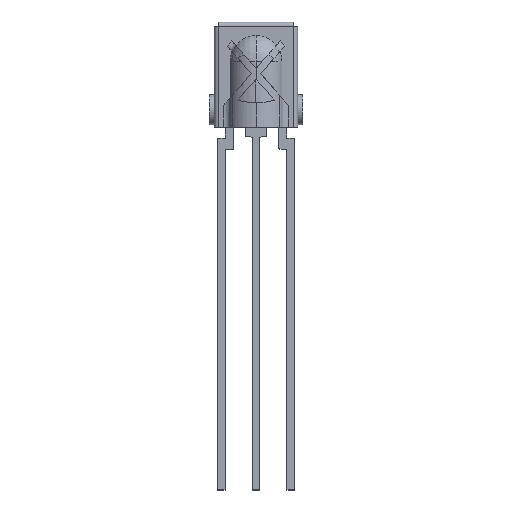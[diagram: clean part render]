
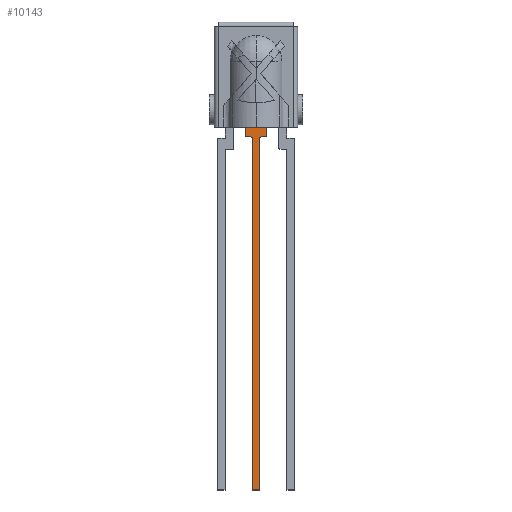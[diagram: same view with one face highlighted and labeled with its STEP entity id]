
A CAD part, top view. The second image highlights one B-rep face of the part: STEP entity #10143.
In plain terms, the highlighted planar face has unit normal (0, 0, 1).
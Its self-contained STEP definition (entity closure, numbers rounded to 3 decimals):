
#45 = LINE ( 'NONE', #929, #7608 ) ;
#136 = AXIS2_PLACEMENT_3D ( 'NONE', #10394, #7774, #5989 ) ;
#212 = VECTOR ( 'NONE', #801, 1000. ) ;
#333 = DIRECTION ( 'NONE',  ( -1., 0., 0. ) ) ;
#336 = DIRECTION ( 'NONE',  ( 0., 1., 0. ) ) ;
#710 = ORIENTED_EDGE ( 'NONE', *, *, #1572, .F. ) ;
#735 = ORIENTED_EDGE ( 'NONE', *, *, #3408, .F. ) ;
#801 = DIRECTION ( 'NONE',  ( -1., 0., 0. ) ) ;
#884 = CIRCLE ( 'NONE', #1079, 0.1 ) ;
#893 = DIRECTION ( 'NONE',  ( -1., 0., 0. ) ) ;
#929 = CARTESIAN_POINT ( 'NONE',  ( 0.8, -3.85, 1.3 ) ) ;
#1042 = VECTOR ( 'NONE', #6853, 1000. ) ;
#1079 = AXIS2_PLACEMENT_3D ( 'NONE', #8135, #4676, #4618 ) ;
#1219 = CARTESIAN_POINT ( 'NONE',  ( -0.375, -4.65, 1.3 ) ) ;
#1356 = VERTEX_POINT ( 'NONE', #2189 ) ;
#1572 = EDGE_CURVE ( 'NONE', #11284, #1858, #2527, .T. ) ;
#1611 = VECTOR ( 'NONE', #336, 1000. ) ;
#1858 = VERTEX_POINT ( 'NONE', #7293 ) ;
#2024 = CIRCLE ( 'NONE', #4044, 0.1 ) ;
#2049 = CIRCLE ( 'NONE', #5731, 0.1 ) ;
#2189 = CARTESIAN_POINT ( 'NONE',  ( 0.375, -4.55, 1.3 ) ) ;
#2211 = EDGE_CURVE ( 'NONE', #7186, #10501, #884, .T. ) ;
#2527 = LINE ( 'NONE', #3626, #6090 ) ;
#2540 = EDGE_CURVE ( 'NONE', #7186, #1356, #5622, .T. ) ;
#2629 = DIRECTION ( 'NONE',  ( 0., -1., 0. ) ) ;
#2752 = VERTEX_POINT ( 'NONE', #6249 ) ;
#2792 = EDGE_CURVE ( 'NONE', #11178, #11284, #8261, .T. ) ;
#2809 = CARTESIAN_POINT ( 'NONE',  ( -0.7, -4.55, 1.3 ) ) ;
#2812 = VERTEX_POINT ( 'NONE', #8037 ) ;
#2874 = ORIENTED_EDGE ( 'NONE', *, *, #2211, .T. ) ;
#3040 = CARTESIAN_POINT ( 'NONE',  ( -0.375, -4.55, 1.3 ) ) ;
#3326 = LINE ( 'NONE', #6795, #1042 ) ;
#3408 = EDGE_CURVE ( 'NONE', #4884, #5863, #10548, .T. ) ;
#3474 = ORIENTED_EDGE ( 'NONE', *, *, #4447, .T. ) ;
#3483 = DIRECTION ( 'NONE',  ( 0., 0., 1. ) ) ;
#3519 = LINE ( 'NONE', #4492, #212 ) ;
#3626 = CARTESIAN_POINT ( 'NONE',  ( -0.8, -3.85, 1.3 ) ) ;
#3687 = ORIENTED_EDGE ( 'NONE', *, *, #4614, .T. ) ;
#4044 = AXIS2_PLACEMENT_3D ( 'NONE', #1219, #9888, #333 ) ;
#4181 = VECTOR ( 'NONE', #2629, 1000. ) ;
#4259 = FACE_OUTER_BOUND ( 'NONE', #8036, .T. ) ;
#4293 = EDGE_CURVE ( 'NONE', #5863, #2752, #3326, .T. ) ;
#4442 = CARTESIAN_POINT ( 'NONE',  ( -0.8, -4.45, 1.3 ) ) ;
#4447 = EDGE_CURVE ( 'NONE', #11178, #5447, #8605, .T. ) ;
#4492 = CARTESIAN_POINT ( 'NONE',  ( -0.275, -4.55, 1.3 ) ) ;
#4614 = EDGE_CURVE ( 'NONE', #4884, #1356, #2049, .T. ) ;
#4618 = DIRECTION ( 'NONE',  ( -1., 0., 0. ) ) ;
#4676 = DIRECTION ( 'NONE',  ( 0., 0., 1. ) ) ;
#4881 = VECTOR ( 'NONE', #7977, 1000. ) ;
#4884 = VERTEX_POINT ( 'NONE', #8667 ) ;
#5314 = DIRECTION ( 'NONE',  ( 0., -1., 0. ) ) ;
#5354 = DIRECTION ( 'NONE',  ( 1., 0., 0. ) ) ;
#5447 = VERTEX_POINT ( 'NONE', #2809 ) ;
#5563 = DIRECTION ( 'NONE',  ( -1., 0., 0. ) ) ;
#5622 = LINE ( 'NONE', #8332, #11038 ) ;
#5731 = AXIS2_PLACEMENT_3D ( 'NONE', #10774, #6486, #5563 ) ;
#5830 = AXIS2_PLACEMENT_3D ( 'NONE', #11414, #3483, #893 ) ;
#5863 = VERTEX_POINT ( 'NONE', #7113 ) ;
#5989 = DIRECTION ( 'NONE',  ( -1., 0., 0. ) ) ;
#6090 = VECTOR ( 'NONE', #5354, 1000. ) ;
#6189 = CARTESIAN_POINT ( 'NONE',  ( -0.275, -30.35, 1.3 ) ) ;
#6249 = CARTESIAN_POINT ( 'NONE',  ( -0.275, -30.35, 1.3 ) ) ;
#6264 = CARTESIAN_POINT ( 'NONE',  ( 0.275, -4.55, 1.3 ) ) ;
#6306 = CARTESIAN_POINT ( 'NONE',  ( -0.8, -3.85, 1.3 ) ) ;
#6423 = CARTESIAN_POINT ( 'NONE',  ( -0.8, -4.55, 1.3 ) ) ;
#6486 = DIRECTION ( 'NONE',  ( 0., 0., -1. ) ) ;
#6763 = ORIENTED_EDGE ( 'NONE', *, *, #8383, .F. ) ;
#6782 = ORIENTED_EDGE ( 'NONE', *, *, #11317, .T. ) ;
#6795 = CARTESIAN_POINT ( 'NONE',  ( 0.275, -30.35, 1.3 ) ) ;
#6804 = EDGE_CURVE ( 'NONE', #1858, #10501, #45, .T. ) ;
#6853 = DIRECTION ( 'NONE',  ( -1., 0., 0. ) ) ;
#7113 = CARTESIAN_POINT ( 'NONE',  ( 0.275, -30.35, 1.3 ) ) ;
#7186 = VERTEX_POINT ( 'NONE', #10960 ) ;
#7197 = VERTEX_POINT ( 'NONE', #3040 ) ;
#7293 = CARTESIAN_POINT ( 'NONE',  ( 0.8, -3.85, 1.3 ) ) ;
#7469 = ORIENTED_EDGE ( 'NONE', *, *, #9208, .F. ) ;
#7522 = ORIENTED_EDGE ( 'NONE', *, *, #2792, .F. ) ;
#7594 = PLANE ( 'NONE',  #136 ) ;
#7608 = VECTOR ( 'NONE', #5314, 1000. ) ;
#7774 = DIRECTION ( 'NONE',  ( 0., 0., -1. ) ) ;
#7977 = DIRECTION ( 'NONE',  ( 0., 1., 0. ) ) ;
#7990 = ORIENTED_EDGE ( 'NONE', *, *, #6804, .F. ) ;
#8036 = EDGE_LOOP ( 'NONE', ( #11426, #2874, #7990, #710, #7522, #3474, #7469, #6782, #6763, #11139, #735, #3687 ) ) ;
#8037 = CARTESIAN_POINT ( 'NONE',  ( -0.275, -4.65, 1.3 ) ) ;
#8135 = CARTESIAN_POINT ( 'NONE',  ( 0.7, -4.45, 1.3 ) ) ;
#8159 = CARTESIAN_POINT ( 'NONE',  ( 0.8, -4.45, 1.3 ) ) ;
#8261 = LINE ( 'NONE', #6423, #1611 ) ;
#8332 = CARTESIAN_POINT ( 'NONE',  ( 0.8, -4.55, 1.3 ) ) ;
#8383 = EDGE_CURVE ( 'NONE', #2752, #2812, #10701, .T. ) ;
#8605 = CIRCLE ( 'NONE', #5830, 0.1 ) ;
#8667 = CARTESIAN_POINT ( 'NONE',  ( 0.275, -4.65, 1.3 ) ) ;
#9207 = DIRECTION ( 'NONE',  ( -1., 0., 0. ) ) ;
#9208 = EDGE_CURVE ( 'NONE', #7197, #5447, #3519, .T. ) ;
#9888 = DIRECTION ( 'NONE',  ( 0., 0., -1. ) ) ;
#10143 = ADVANCED_FACE ( 'NONE', ( #4259 ), #7594, .F. ) ;
#10394 = CARTESIAN_POINT ( 'NONE',  ( 0., 0., 1.3 ) ) ;
#10501 = VERTEX_POINT ( 'NONE', #8159 ) ;
#10548 = LINE ( 'NONE', #6264, #4181 ) ;
#10701 = LINE ( 'NONE', #6189, #4881 ) ;
#10774 = CARTESIAN_POINT ( 'NONE',  ( 0.375, -4.65, 1.3 ) ) ;
#10960 = CARTESIAN_POINT ( 'NONE',  ( 0.7, -4.55, 1.3 ) ) ;
#11038 = VECTOR ( 'NONE', #9207, 1000. ) ;
#11139 = ORIENTED_EDGE ( 'NONE', *, *, #4293, .F. ) ;
#11178 = VERTEX_POINT ( 'NONE', #4442 ) ;
#11284 = VERTEX_POINT ( 'NONE', #6306 ) ;
#11317 = EDGE_CURVE ( 'NONE', #7197, #2812, #2024, .T. ) ;
#11414 = CARTESIAN_POINT ( 'NONE',  ( -0.7, -4.45, 1.3 ) ) ;
#11426 = ORIENTED_EDGE ( 'NONE', *, *, #2540, .F. ) ;
